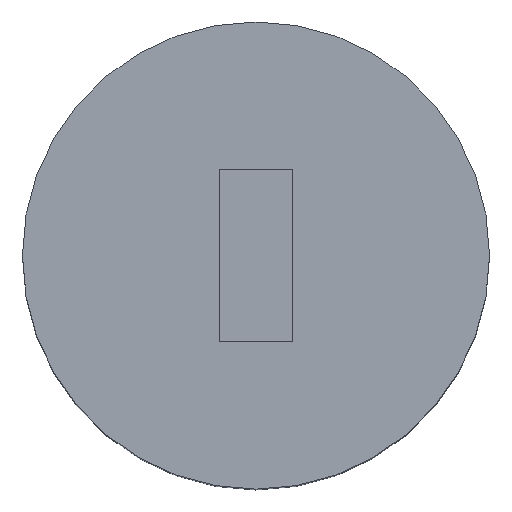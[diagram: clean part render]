
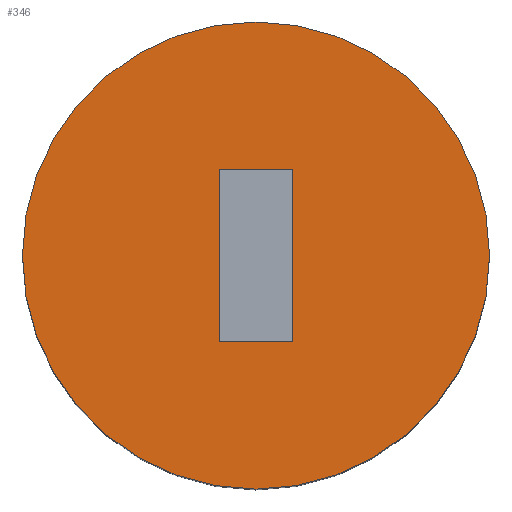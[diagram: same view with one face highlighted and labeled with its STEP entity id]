
A CAD part, top view. The second image highlights one B-rep face of the part: STEP entity #346.
In plain terms, the highlighted planar face has unit normal (0, 0, 1).
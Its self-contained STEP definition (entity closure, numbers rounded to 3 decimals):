
#20=FACE_BOUND('',#72,.T.);
#28=PLANE('',#386);
#50=FACE_OUTER_BOUND('',#71,.T.);
#71=EDGE_LOOP('',(#312));
#72=EDGE_LOOP('',(#313,#314,#315,#316));
#79=CIRCLE('',#385,4.75);
#108=LINE('',#1357,#128);
#112=LINE('',#1365,#132);
#115=LINE('',#1371,#135);
#118=LINE('',#1376,#138);
#128=VECTOR('',#429,10.);
#132=VECTOR('',#435,10.);
#135=VECTOR('',#440,10.);
#138=VECTOR('',#445,10.);
#163=VERTEX_POINT('',#1355);
#164=VERTEX_POINT('',#1356);
#167=VERTEX_POINT('',#1364);
#169=VERTEX_POINT('',#1370);
#172=VERTEX_POINT('',#1384);
#206=EDGE_CURVE('',#163,#164,#108,.T.);
#210=EDGE_CURVE('',#167,#163,#112,.T.);
#213=EDGE_CURVE('',#169,#167,#115,.T.);
#216=EDGE_CURVE('',#164,#169,#118,.T.);
#219=EDGE_CURVE('',#172,#172,#79,.T.);
#312=ORIENTED_EDGE('',*,*,#219,.T.);
#313=ORIENTED_EDGE('',*,*,#206,.T.);
#314=ORIENTED_EDGE('',*,*,#216,.T.);
#315=ORIENTED_EDGE('',*,*,#213,.T.);
#316=ORIENTED_EDGE('',*,*,#210,.T.);
#346=ADVANCED_FACE('',(#50,#20),#28,.T.);
#385=AXIS2_PLACEMENT_3D('',#1385,#457,#458);
#386=AXIS2_PLACEMENT_3D('',#1387,#460,#461);
#429=DIRECTION('',(1.,0.,0.));
#435=DIRECTION('',(0.,1.,0.));
#440=DIRECTION('',(-1.,0.,0.));
#445=DIRECTION('',(0.,-1.,0.));
#457=DIRECTION('center_axis',(0.,0.,1.));
#458=DIRECTION('ref_axis',(1.,0.,0.));
#460=DIRECTION('center_axis',(0.,0.,1.));
#461=DIRECTION('ref_axis',(1.,0.,0.));
#1355=CARTESIAN_POINT('',(-0.75,1.75,20.));
#1356=CARTESIAN_POINT('',(0.75,1.75,20.));
#1357=CARTESIAN_POINT('',(-0.375,1.75,20.));
#1364=CARTESIAN_POINT('',(-0.75,-1.75,20.));
#1365=CARTESIAN_POINT('',(-0.75,-0.875,20.));
#1370=CARTESIAN_POINT('',(0.75,-1.75,20.));
#1371=CARTESIAN_POINT('',(0.375,-1.75,20.));
#1376=CARTESIAN_POINT('',(0.75,0.875,20.));
#1384=CARTESIAN_POINT('',(-4.75,0.,20.));
#1385=CARTESIAN_POINT('Origin',(0.,0.,20.));
#1387=CARTESIAN_POINT('Origin',(0.,0.,20.));
